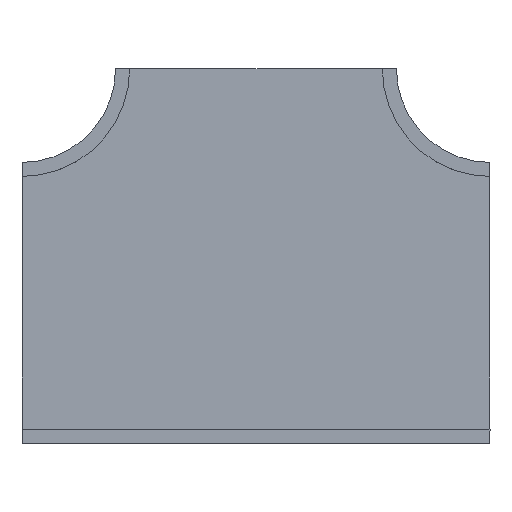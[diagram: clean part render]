
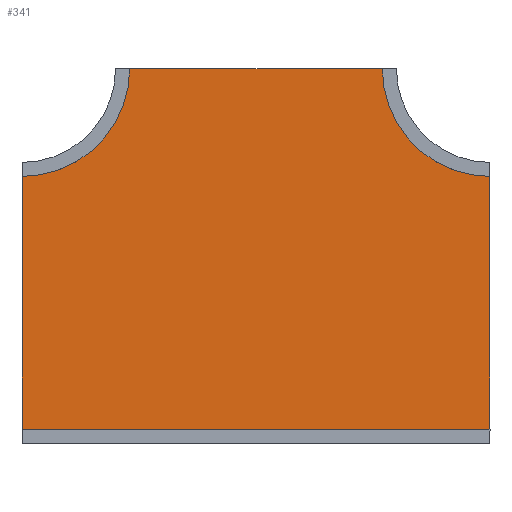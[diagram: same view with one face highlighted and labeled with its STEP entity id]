
A CAD part, top view. The second image highlights one B-rep face of the part: STEP entity #341.
In plain terms, the highlighted planar face has unit normal (0, 0, 1).
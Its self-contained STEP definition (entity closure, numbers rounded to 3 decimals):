
#46=CIRCLE('',#421,100.);
#48=CIRCLE('',#427,100.);
#63=FACE_OUTER_BOUND('',#83,.T.);
#83=EDGE_LOOP('',(#259,#260,#261,#262,#263,#264));
#99=LINE('',#570,#133);
#103=LINE('',#582,#137);
#106=LINE('',#588,#140);
#109=LINE('',#594,#143);
#133=VECTOR('',#461,10.);
#137=VECTOR('',#473,10.);
#140=VECTOR('',#478,10.);
#143=VECTOR('',#483,10.);
#167=VERTEX_POINT('',#567);
#168=VERTEX_POINT('',#569);
#170=VERTEX_POINT('',#575);
#172=VERTEX_POINT('',#581);
#174=VERTEX_POINT('',#587);
#176=VERTEX_POINT('',#593);
#195=EDGE_CURVE('',#168,#167,#99,.T.);
#198=EDGE_CURVE('',#170,#168,#46,.T.);
#201=EDGE_CURVE('',#172,#170,#103,.T.);
#204=EDGE_CURVE('',#174,#172,#106,.T.);
#207=EDGE_CURVE('',#176,#174,#109,.T.);
#210=EDGE_CURVE('',#167,#176,#48,.T.);
#259=ORIENTED_EDGE('',*,*,#210,.T.);
#260=ORIENTED_EDGE('',*,*,#207,.T.);
#261=ORIENTED_EDGE('',*,*,#204,.T.);
#262=ORIENTED_EDGE('',*,*,#201,.T.);
#263=ORIENTED_EDGE('',*,*,#198,.T.);
#264=ORIENTED_EDGE('',*,*,#195,.T.);
#323=PLANE('',#428);
#341=ADVANCED_FACE('',(#63),#323,.T.);
#421=AXIS2_PLACEMENT_3D('',#576,#467,#468);
#427=AXIS2_PLACEMENT_3D('',#598,#489,#490);
#428=AXIS2_PLACEMENT_3D('',#599,#491,#492);
#461=DIRECTION('',(0.,-1.,0.));
#467=DIRECTION('center_axis',(0.,0.,-1.));
#468=DIRECTION('ref_axis',(0.,-1.,0.));
#473=DIRECTION('',(-1.,0.,0.));
#478=DIRECTION('',(0.,1.,0.));
#483=DIRECTION('',(1.,0.,0.));
#489=DIRECTION('center_axis',(0.,0.,-1.));
#490=DIRECTION('ref_axis',(1.,0.,0.));
#491=DIRECTION('center_axis',(0.,0.,1.));
#492=DIRECTION('ref_axis',(1.,0.,0.));
#567=CARTESIAN_POINT('',(-400.,100.,20.));
#569=CARTESIAN_POINT('',(-400.,400.,20.));
#570=CARTESIAN_POINT('',(-400.,100.,20.));
#575=CARTESIAN_POINT('',(-300.,500.,20.));
#576=CARTESIAN_POINT('Origin',(-400.,500.,20.));
#581=CARTESIAN_POINT('',(0.,500.,20.));
#582=CARTESIAN_POINT('',(-300.,500.,20.));
#587=CARTESIAN_POINT('',(0.,0.,20.));
#588=CARTESIAN_POINT('',(0.,500.,20.));
#593=CARTESIAN_POINT('',(-300.,0.,20.));
#594=CARTESIAN_POINT('',(-300.,0.,20.));
#598=CARTESIAN_POINT('Origin',(-400.,0.,20.));
#599=CARTESIAN_POINT('Origin',(-200.,250.,20.));
